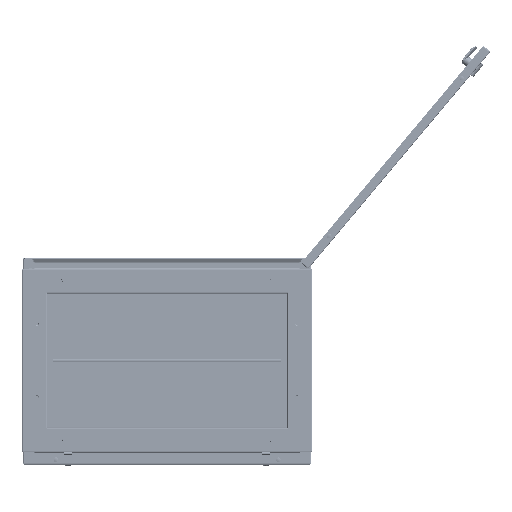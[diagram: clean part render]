
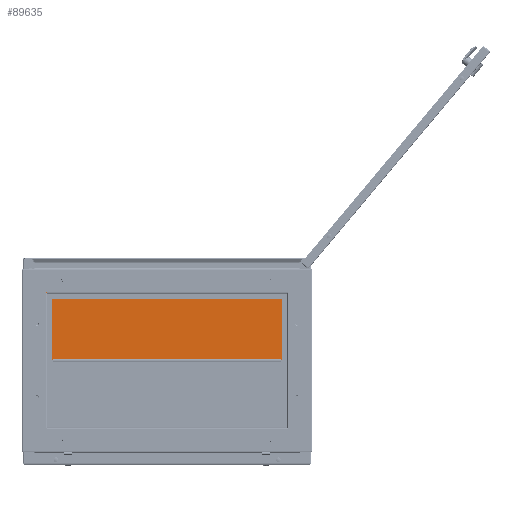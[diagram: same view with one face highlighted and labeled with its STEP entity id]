
A CAD part, front view. The second image highlights one B-rep face of the part: STEP entity #89635.
In plain terms, the highlighted face is planar.
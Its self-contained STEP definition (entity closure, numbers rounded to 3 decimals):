
#15258 = FACE_OUTER_BOUND ( 'NONE', #135941, .T. ) ;
#32039 = CARTESIAN_POINT ( 'NONE',  ( -250., -70., 0. ) ) ;
#32055 = CARTESIAN_POINT ( 'NONE',  ( -236., -69.25, 0. ) ) ;
#32057 = DIRECTION ( 'NONE',  ( 0., -1., 0. ) ) ;
#32059 = CARTESIAN_POINT ( 'NONE',  ( 250., -70., 0. ) ) ;
#32063 = DIRECTION ( 'NONE',  ( 1., 0., 0. ) ) ;
#32064 = DIRECTION ( 'NONE',  ( 0., -1., 0. ) ) ;
#32068 = CARTESIAN_POINT ( 'NONE',  ( 250., 70., 0. ) ) ;
#32071 = DIRECTION ( 'NONE',  ( -1., 0., 0. ) ) ;
#32073 = CARTESIAN_POINT ( 'NONE',  ( -200., 70., 0. ) ) ;
#32076 = DIRECTION ( 'NONE',  ( 0., -1., 0. ) ) ;
#32078 = CARTESIAN_POINT ( 'NONE',  ( -200., 69.25, 0. ) ) ;
#32081 = DIRECTION ( 'NONE',  ( 1., 0., 0. ) ) ;
#32083 = CARTESIAN_POINT ( 'NONE',  ( 200., 69.25, 0. ) ) ;
#32086 = DIRECTION ( 'NONE',  ( 0., 1., 0. ) ) ;
#32088 = CARTESIAN_POINT ( 'NONE',  ( 250., 70., 0. ) ) ;
#32091 = DIRECTION ( 'NONE',  ( -1., 0., 0. ) ) ;
#32093 = CARTESIAN_POINT ( 'NONE',  ( 250., -70., 0. ) ) ;
#32096 = DIRECTION ( 'NONE',  ( 0., 1., 0. ) ) ;
#32098 = CARTESIAN_POINT ( 'NONE',  ( 250., -70., 0. ) ) ;
#32101 = DIRECTION ( 'NONE',  ( 1., 0., 0. ) ) ;
#32103 = CARTESIAN_POINT ( 'NONE',  ( 236., -70., 0. ) ) ;
#32106 = DIRECTION ( 'NONE',  ( 0., 1., 0. ) ) ;
#32108 = CARTESIAN_POINT ( 'NONE',  ( 236., -69.25, 0. ) ) ;
#32111 = DIRECTION ( 'NONE',  ( -1., 0., 0. ) ) ;
#32909 = LINE ( 'NONE', #32039, #32929 ) ;
#32914 = LINE ( 'NONE', #32055, #32920 ) ;
#32918 = LINE ( 'NONE', #32059, #32924 ) ;
#32920 = VECTOR ( 'NONE', #32057, 1000. ) ;
#32924 = VECTOR ( 'NONE', #32063, 1000. ) ;
#32927 = LINE ( 'NONE', #32068, #32933 ) ;
#32929 = VECTOR ( 'NONE', #32064, 1000. ) ;
#32931 = LINE ( 'NONE', #32073, #32937 ) ;
#32933 = VECTOR ( 'NONE', #32071, 1000. ) ;
#32935 = LINE ( 'NONE', #32078, #32942 ) ;
#32937 = VECTOR ( 'NONE', #32076, 1000. ) ;
#32940 = LINE ( 'NONE', #32083, #32946 ) ;
#32942 = VECTOR ( 'NONE', #32081, 1000. ) ;
#32944 = LINE ( 'NONE', #32088, #32950 ) ;
#32946 = VECTOR ( 'NONE', #32086, 1000. ) ;
#32948 = LINE ( 'NONE', #32093, #32955 ) ;
#32950 = VECTOR ( 'NONE', #32091, 1000. ) ;
#32953 = LINE ( 'NONE', #32098, #32959 ) ;
#32955 = VECTOR ( 'NONE', #32096, 1000. ) ;
#32957 = LINE ( 'NONE', #32103, #32963 ) ;
#32959 = VECTOR ( 'NONE', #32101, 1000. ) ;
#32961 = LINE ( 'NONE', #32108, #32968 ) ;
#32963 = VECTOR ( 'NONE', #32106, 1000. ) ;
#32968 = VECTOR ( 'NONE', #32111, 1000. ) ;
#43889 = CARTESIAN_POINT ( 'NONE',  ( 200., 69.25, 0. ) ) ;
#43894 = CARTESIAN_POINT ( 'NONE',  ( -200., 69.25, 0. ) ) ;
#43896 = CARTESIAN_POINT ( 'NONE',  ( 250., -70., 0. ) ) ;
#43898 = CARTESIAN_POINT ( 'NONE',  ( -236., -69.25, 0. ) ) ;
#43902 = CARTESIAN_POINT ( 'NONE',  ( 236., -69.25, 0. ) ) ;
#43912 = CARTESIAN_POINT ( 'NONE',  ( 236., -70., 0. ) ) ;
#43914 = CARTESIAN_POINT ( 'NONE',  ( -200., 70., 0. ) ) ;
#43923 = CARTESIAN_POINT ( 'NONE',  ( 200., 70., 0. ) ) ;
#43926 = CARTESIAN_POINT ( 'NONE',  ( -250., 70., 0. ) ) ;
#43930 = CARTESIAN_POINT ( 'NONE',  ( 250., 70., 0. ) ) ;
#43932 = CARTESIAN_POINT ( 'NONE',  ( -236., -70., 0. ) ) ;
#43939 = CARTESIAN_POINT ( 'NONE',  ( -250., -70., 0. ) ) ;
#48099 = CARTESIAN_POINT ( 'NONE',  ( 0., 0., 0. ) ) ;
#48104 = PLANE ( 'NONE',  #168034 ) ;
#48107 = DIRECTION ( 'NONE',  ( 0., 0., 1. ) ) ;
#48108 = DIRECTION ( 'NONE',  ( 1., 0., 0. ) ) ;
#80207 = ORIENTED_EDGE ( 'NONE', *, *, #119546, .F. ) ;
#80314 = ORIENTED_EDGE ( 'NONE', *, *, #119522, .F. ) ;
#80409 = ORIENTED_EDGE ( 'NONE', *, *, #119509, .F. ) ;
#80844 = ORIENTED_EDGE ( 'NONE', *, *, #119512, .T. ) ;
#80898 = ORIENTED_EDGE ( 'NONE', *, *, #119543, .F. ) ;
#80955 = ORIENTED_EDGE ( 'NONE', *, *, #119532, .T. ) ;
#80973 = ORIENTED_EDGE ( 'NONE', *, *, #119535, .T. ) ;
#81010 = ORIENTED_EDGE ( 'NONE', *, *, #119540, .T. ) ;
#81168 = ORIENTED_EDGE ( 'NONE', *, *, #119525, .F. ) ;
#81251 = ORIENTED_EDGE ( 'NONE', *, *, #119514, .T. ) ;
#81354 = ORIENTED_EDGE ( 'NONE', *, *, #119519, .T. ) ;
#81386 = ORIENTED_EDGE ( 'NONE', *, *, #119529, .F. ) ;
#89635 = ADVANCED_FACE ( 'NONE', ( #15258 ), #48104, .T. ) ;
#96279 = VERTEX_POINT ( 'NONE', #43889 ) ;
#96280 = VERTEX_POINT ( 'NONE', #43894 ) ;
#96282 = VERTEX_POINT ( 'NONE', #43896 ) ;
#96285 = VERTEX_POINT ( 'NONE', #43898 ) ;
#96289 = VERTEX_POINT ( 'NONE', #43902 ) ;
#96304 = VERTEX_POINT ( 'NONE', #43914 ) ;
#96309 = VERTEX_POINT ( 'NONE', #43912 ) ;
#96316 = VERTEX_POINT ( 'NONE', #43926 ) ;
#96319 = VERTEX_POINT ( 'NONE', #43923 ) ;
#96320 = VERTEX_POINT ( 'NONE', #43930 ) ;
#96342 = VERTEX_POINT ( 'NONE', #43932 ) ;
#96344 = VERTEX_POINT ( 'NONE', #43939 ) ;
#119509 = EDGE_CURVE ( 'NONE', #96285, #96342, #32914, .T. ) ;
#119512 = EDGE_CURVE ( 'NONE', #96344, #96342, #32918, .T. ) ;
#119514 = EDGE_CURVE ( 'NONE', #96316, #96344, #32909, .T. ) ;
#119519 = EDGE_CURVE ( 'NONE', #96304, #96316, #32927, .T. ) ;
#119522 = EDGE_CURVE ( 'NONE', #96304, #96280, #32931, .T. ) ;
#119525 = EDGE_CURVE ( 'NONE', #96280, #96279, #32935, .T. ) ;
#119529 = EDGE_CURVE ( 'NONE', #96279, #96319, #32940, .T. ) ;
#119532 = EDGE_CURVE ( 'NONE', #96320, #96319, #32944, .T. ) ;
#119535 = EDGE_CURVE ( 'NONE', #96282, #96320, #32948, .T. ) ;
#119540 = EDGE_CURVE ( 'NONE', #96309, #96282, #32953, .T. ) ;
#119543 = EDGE_CURVE ( 'NONE', #96309, #96289, #32957, .T. ) ;
#119546 = EDGE_CURVE ( 'NONE', #96289, #96285, #32961, .T. ) ;
#135941 = EDGE_LOOP ( 'NONE', ( #80207, #80898, #81010, #80973, #80955, #81386, #81168, #80314, #81354, #81251, #80844, #80409 ) ) ;
#168034 = AXIS2_PLACEMENT_3D ( 'NONE', #48099, #48107, #48108 ) ;
